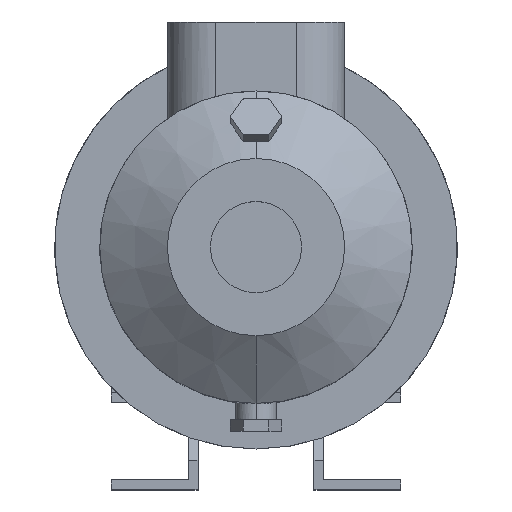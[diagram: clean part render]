
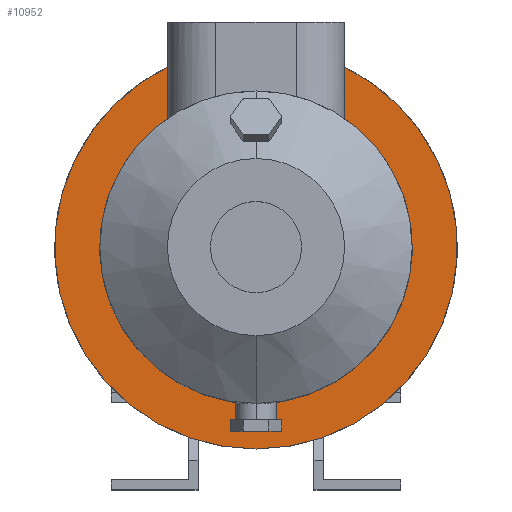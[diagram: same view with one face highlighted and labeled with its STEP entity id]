
A CAD part, top view. The second image highlights one B-rep face of the part: STEP entity #10952.
In plain terms, the highlighted planar face has unit normal (0, 0, 1).
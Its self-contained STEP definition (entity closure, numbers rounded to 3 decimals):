
#87 = CIRCLE ( 'NONE', #1066, 97. ) ;
#431 = DIRECTION ( 'NONE',  ( 0., 0., 1. ) ) ;
#597 = FACE_OUTER_BOUND ( 'NONE', #11348, .T. ) ;
#616 = CARTESIAN_POINT ( 'NONE',  ( 0., -97., -43. ) ) ;
#1066 = AXIS2_PLACEMENT_3D ( 'NONE', #1655, #9076, #9195 ) ;
#1104 = CARTESIAN_POINT ( 'NONE',  ( 55., 79.9, -43. ) ) ;
#1655 = CARTESIAN_POINT ( 'NONE',  ( 0., 0., -43. ) ) ;
#1683 = EDGE_CURVE ( 'NONE', #2779, #3490, #12107, .T. ) ;
#2391 = AXIS2_PLACEMENT_3D ( 'NONE', #3254, #3125, #10549 ) ;
#2476 = CARTESIAN_POINT ( 'NONE',  ( 0., -125., -43. ) ) ;
#2574 = EDGE_CURVE ( 'NONE', #3297, #2612, #8626, .T. ) ;
#2587 = CIRCLE ( 'NONE', #2391, 125. ) ;
#2612 = VERTEX_POINT ( 'NONE', #2476 ) ;
#2618 = CARTESIAN_POINT ( 'NONE',  ( 0., 97., -43. ) ) ;
#2654 = AXIS2_PLACEMENT_3D ( 'NONE', #8837, #431, #8098 ) ;
#2779 = VERTEX_POINT ( 'NONE', #1104 ) ;
#3125 = DIRECTION ( 'NONE',  ( 0., 0., 1. ) ) ;
#3254 = CARTESIAN_POINT ( 'NONE',  ( 0., 0., -43. ) ) ;
#3297 = VERTEX_POINT ( 'NONE', #8870 ) ;
#3490 = VERTEX_POINT ( 'NONE', #5619 ) ;
#4313 = DIRECTION ( 'NONE',  ( 0., 0., 1. ) ) ;
#4341 = DIRECTION ( 'NONE',  ( 0., 1., 0. ) ) ;
#4504 = VECTOR ( 'NONE', #4685, 1000. ) ;
#4685 = DIRECTION ( 'NONE',  ( 0., 1., 0. ) ) ;
#4749 = CARTESIAN_POINT ( 'NONE',  ( 55., -125.002, -43. ) ) ;
#4955 = LINE ( 'NONE', #7035, #10855 ) ;
#5063 = ORIENTED_EDGE ( 'NONE', *, *, #2574, .T. ) ;
#5257 = ORIENTED_EDGE ( 'NONE', *, *, #11631, .F. ) ;
#5522 = EDGE_CURVE ( 'NONE', #2612, #3490, #2587, .T. ) ;
#5602 = ORIENTED_EDGE ( 'NONE', *, *, #9715, .T. ) ;
#5619 = CARTESIAN_POINT ( 'NONE',  ( 55., 112.25, -43. ) ) ;
#6181 = CIRCLE ( 'NONE', #2654, 97. ) ;
#6370 = DIRECTION ( 'NONE',  ( 0., 0., -1. ) ) ;
#7034 = CARTESIAN_POINT ( 'NONE',  ( -55., 79.9, -43. ) ) ;
#7035 = CARTESIAN_POINT ( 'NONE',  ( -55., -125.002, -43. ) ) ;
#7347 = AXIS2_PLACEMENT_3D ( 'NONE', #2618, #6370, #4341 ) ;
#7489 = DIRECTION ( 'NONE',  ( 0., -1., 0. ) ) ;
#7645 = AXIS2_PLACEMENT_3D ( 'NONE', #10877, #4313, #7489 ) ;
#7986 = ORIENTED_EDGE ( 'NONE', *, *, #1683, .F. ) ;
#8098 = DIRECTION ( 'NONE',  ( 0., -1., 0. ) ) ;
#8239 = EDGE_CURVE ( 'NONE', #8481, #11602, #87, .T. ) ;
#8481 = VERTEX_POINT ( 'NONE', #7034 ) ;
#8626 = CIRCLE ( 'NONE', #7645, 125. ) ;
#8837 = CARTESIAN_POINT ( 'NONE',  ( 0., 0., -43. ) ) ;
#8870 = CARTESIAN_POINT ( 'NONE',  ( -55., 112.25, -43. ) ) ;
#9076 = DIRECTION ( 'NONE',  ( 0., 0., 1. ) ) ;
#9127 = PLANE ( 'NONE',  #7347 ) ;
#9195 = DIRECTION ( 'NONE',  ( 0., -1., 0. ) ) ;
#9715 = EDGE_CURVE ( 'NONE', #8481, #3297, #4955, .T. ) ;
#10549 = DIRECTION ( 'NONE',  ( 0., -1., 0. ) ) ;
#10717 = DIRECTION ( 'NONE',  ( 0., 1., 0. ) ) ;
#10764 = ORIENTED_EDGE ( 'NONE', *, *, #5522, .T. ) ;
#10855 = VECTOR ( 'NONE', #10717, 1000. ) ;
#10877 = CARTESIAN_POINT ( 'NONE',  ( 0., 0., -43. ) ) ;
#10952 = ADVANCED_FACE ( 'NONE', ( #597 ), #9127, .F. ) ;
#11348 = EDGE_LOOP ( 'NONE', ( #7986, #5257, #12016, #5602, #5063, #10764 ) ) ;
#11602 = VERTEX_POINT ( 'NONE', #616 ) ;
#11631 = EDGE_CURVE ( 'NONE', #11602, #2779, #6181, .T. ) ;
#12016 = ORIENTED_EDGE ( 'NONE', *, *, #8239, .F. ) ;
#12107 = LINE ( 'NONE', #4749, #4504 ) ;
